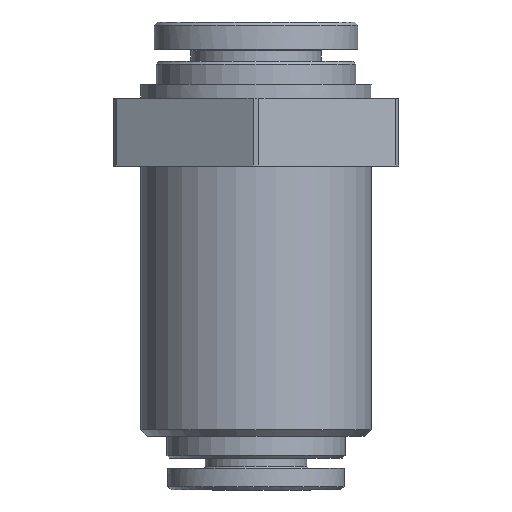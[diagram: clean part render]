
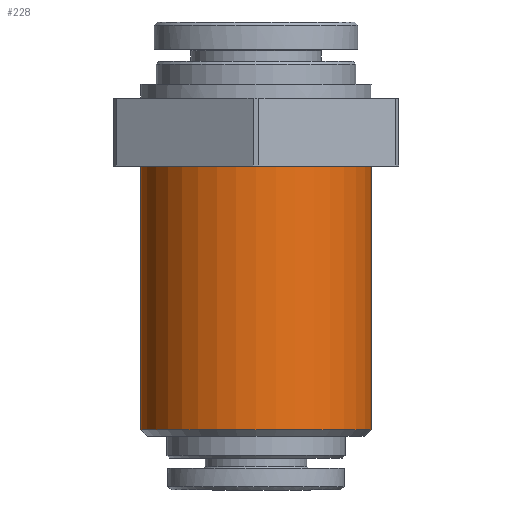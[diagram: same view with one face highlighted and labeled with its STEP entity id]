
A CAD part, front view. The second image highlights one B-rep face of the part: STEP entity #228.
In plain terms, the highlighted cylindrical face has radius 8.5 mm (diameter 17 mm), a full revolution.
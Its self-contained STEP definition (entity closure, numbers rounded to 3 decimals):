
#186=CARTESIAN_POINT('',(-8.5,0.,-21.9));
#187=VERTEX_POINT('',#186);
#188=CARTESIAN_POINT('',(0.,0.0,-21.9));
#189=DIRECTION('',(0.0,0.0,-1.0));
#190=DIRECTION('',(1.0,0.0,0.0));
#191=AXIS2_PLACEMENT_3D('',#188,#189,#190);
#192=CIRCLE('',#191,8.5);
#193=EDGE_CURVE('',#187,#187,#192,.T.);
#209=CARTESIAN_POINT('',(0.,0.0,-19.7));
#210=DIRECTION('',(0.,0.0,-1.0));
#211=DIRECTION('',(-1.0,0.0,0.0));
#212=AXIS2_PLACEMENT_3D('',#209,#210,#211);
#213=CYLINDRICAL_SURFACE('',#212,8.5);
#214=CARTESIAN_POINT('',(-8.5,0.0,-2.5));
#215=VERTEX_POINT('',#214);
#216=CARTESIAN_POINT('',(0.,0.0,-2.5));
#217=DIRECTION('',(0.0,0.0,1.0));
#218=DIRECTION('',(-1.0,0.0,0.0));
#219=AXIS2_PLACEMENT_3D('',#216,#217,#218);
#220=CIRCLE('',#219,8.5);
#221=EDGE_CURVE('',#215,#215,#220,.T.);
#222=ORIENTED_EDGE('',*,*,#221,.F.);
#223=EDGE_LOOP('',(#222));
#224=FACE_OUTER_BOUND('',#223,.T.);
#225=ORIENTED_EDGE('',*,*,#193,.F.);
#226=EDGE_LOOP('',(#225));
#227=FACE_BOUND('',#226,.T.);
#228=ADVANCED_FACE('',(#224,#227),#213,.T.);
